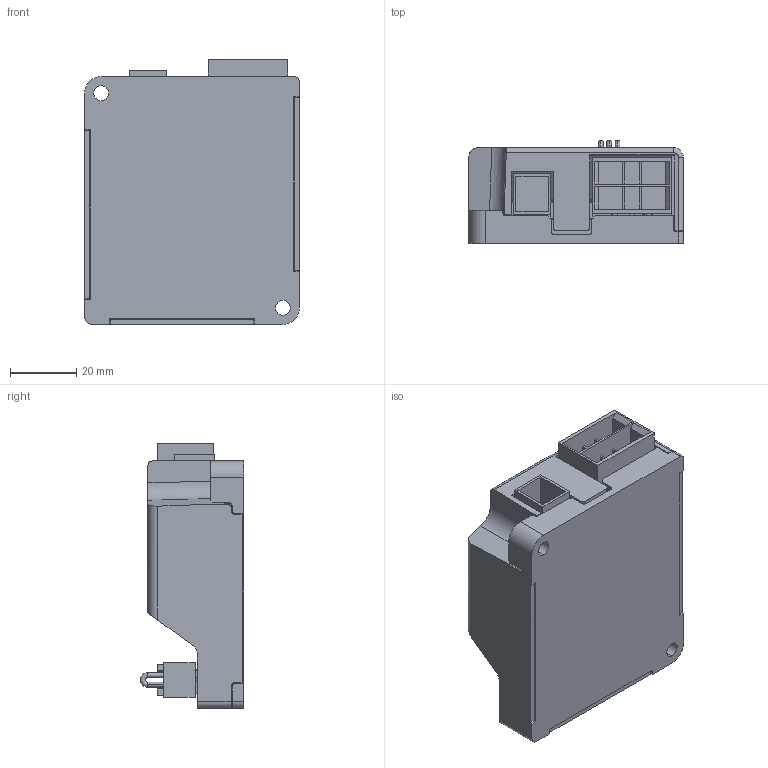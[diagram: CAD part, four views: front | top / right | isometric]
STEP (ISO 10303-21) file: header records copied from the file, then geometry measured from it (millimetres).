
FILE_DESCRIPTION (( 'STEP AP203' ), '1' );
FILE_NAME ('A1806.step', '2021-05-18T03:08:06', ( '' ), ( '' ), 'SwSTEP 2.0', 'SolidWorks 2017', '' );
FILE_SCHEMA (( 'CONFIG_CONTROL_DESIGN' ));
Length unit declared in the file: millimetre
Products named in the file (1): A1806
Bounding box: 65 x 31.3 x 80.16 mm (x, y, z)
Volume: 64954.4 mm3; surface area: 44582.5 mm2
Topology: 2 solids, 2 shells, 1595 faces, 4384 edges, 2876 vertices
Faces by surface type: plane 1257, cylinder 266, cone 58, torus 12, bspline 2
Entity records: 50706 total; most frequent: CARTESIAN_POINT 9601, ORIENTED_EDGE 8768, DIRECTION 8152, EDGE_CURVE 4384, LINE 3494, VECTOR 3494, VERTEX_POINT 2876, AXIS2_PLACEMENT_3D 2329
